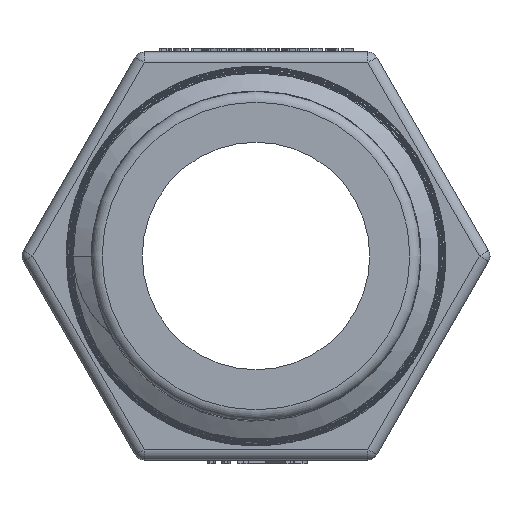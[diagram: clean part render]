
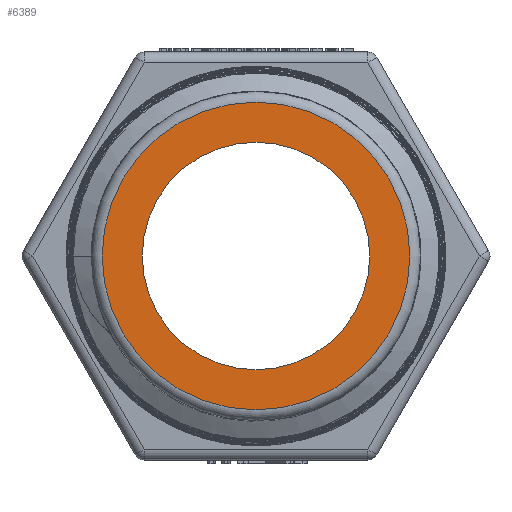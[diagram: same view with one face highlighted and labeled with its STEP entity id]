
A CAD part, left-side view. The second image highlights one B-rep face of the part: STEP entity #6389.
In plain terms, the highlighted planar face has unit normal (-1, 0, 0).
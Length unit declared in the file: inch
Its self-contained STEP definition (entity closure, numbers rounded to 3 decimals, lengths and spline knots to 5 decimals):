
#1720=PLANE($,#6811);
#1984=FACE_BOUND($,#2438,.T.);
#1985=FACE_BOUND($,#2439,.T.);
#2438=EDGE_LOOP($,(#4750));
#2439=EDGE_LOOP($,(#4751));
#2843=CIRCLE($,#6807,0.42592);
#2846=CIRCLE($,#6812,0.315);
#3083=VERTEX_POINT($,#9025);
#3091=VERTEX_POINT($,#9612);
#3741=EDGE_CURVE($,#3083,#3083,#2843,.T.);
#3749=EDGE_CURVE($,#3091,#3091,#2846,.T.);
#4750=ORIENTED_EDGE($,*,*,#3749,.T.);
#4751=ORIENTED_EDGE($,*,*,#3741,.F.);
#6389=ADVANCED_FACE($,(#1984,#1985),#1720,.T.);
#6807=AXIS2_PLACEMENT_3D($,#9026,#7362,#7363);
#6811=AXIS2_PLACEMENT_3D($,#9611,#7370,#7371);
#6812=AXIS2_PLACEMENT_3D($,#9613,#7372,#7373);
#7362=DIRECTION('center_axis',(1.,0.,0.));
#7363=DIRECTION('ref_axis',(0.,-1.,0.));
#7370=DIRECTION('center_axis',(-1.,0.,0.));
#7371=DIRECTION('ref_axis',(0.,0.,1.));
#7372=DIRECTION('center_axis',(1.,0.,0.));
#7373=DIRECTION('ref_axis',(0.,0.,-1.));
#9025=CARTESIAN_POINT('',(0.,0.42592,0.));
#9026=CARTESIAN_POINT('Origin',(0.,0.,0.));
#9611=CARTESIAN_POINT('Origin',(0.,0.455,0.));
#9612=CARTESIAN_POINT('',(0.,0.315,0.));
#9613=CARTESIAN_POINT('Origin',(0.,0.,0.));
